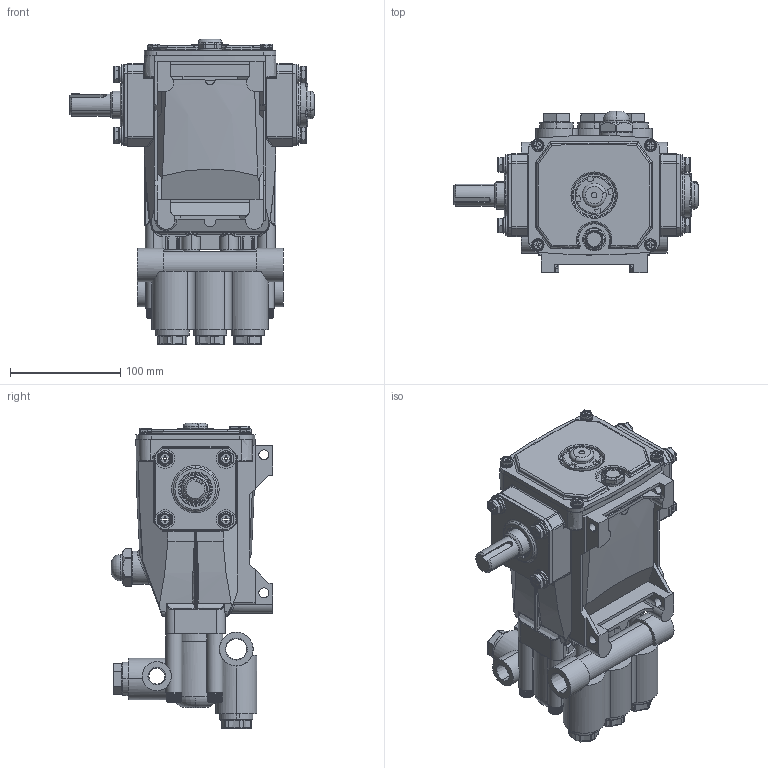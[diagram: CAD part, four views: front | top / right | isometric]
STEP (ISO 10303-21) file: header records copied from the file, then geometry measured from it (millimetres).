
FILE_DESCRIPTION (( 'STEP AP203' ), '1' );
FILE_NAME ('5CP3105CSS.STEP', '2018-06-18T12:49:59', ( '' ), ( '' ), 'SwSTEP 2.0', 'SolidWorks 2018', '' );
FILE_SCHEMA (( 'CONFIG_CONTROL_DESIGN' ));
Length unit declared in the file: inch
Products named in the file (1): 5CP3105CSS
Bounding box: 221.15 x 146.2 x 276.51 mm (x, y, z)
Surface area: 240294.7 mm2 (no closed solid volume)
Topology: 0 solids, 54 shells, 1936 faces, 9291 edges, 6781 vertices
Faces by surface type: cylinder 785, plane 774, torus 190, bspline 91, cone 74, sphere 22
Entity records: 103035 total; most frequent: CARTESIAN_POINT 34002, ORIENTED_EDGE 13899, DIRECTION 13465, EDGE_CURVE 9262, VERTEX_POINT 6781, AXIS2_PLACEMENT_3D 4771, VECTOR 3923, LINE 3923
